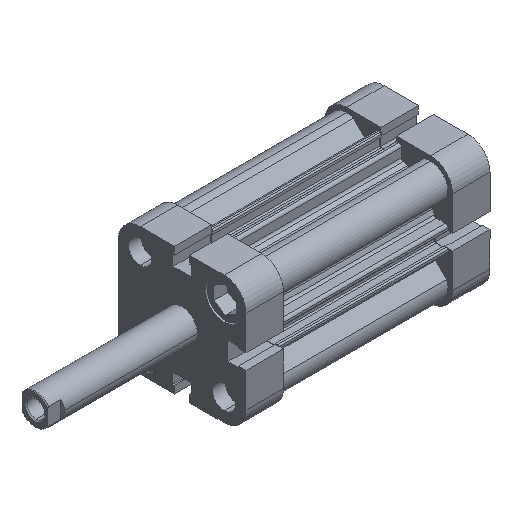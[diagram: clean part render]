
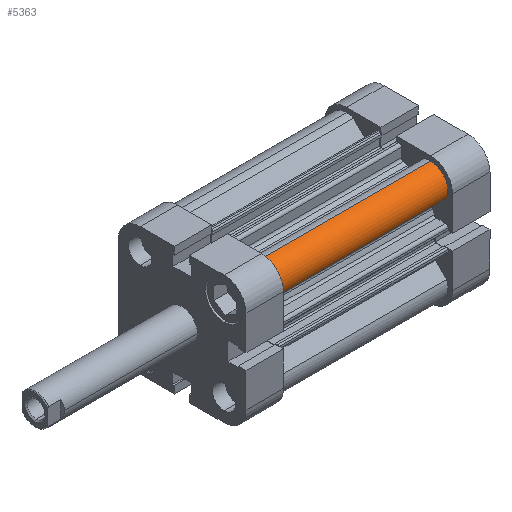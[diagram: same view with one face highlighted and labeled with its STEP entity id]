
A CAD part, isometric view. The second image highlights one B-rep face of the part: STEP entity #5363.
In plain terms, the highlighted cylindrical face has radius 6.75 mm (diameter 13.5 mm), a partial arc.
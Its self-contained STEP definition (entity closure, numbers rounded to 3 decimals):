
#75 = DIRECTION ( 'NONE',  ( 0., 0., -1. ) ) ;
#76 = DIRECTION ( 'NONE',  ( -1., 0., 0. ) ) ;
#125 = CARTESIAN_POINT ( 'NONE',  ( -13.633, -22.472, 0. ) ) ;
#126 = CARTESIAN_POINT ( 'NONE',  ( -23., -16.25, 0. ) ) ;
#127 = CARTESIAN_POINT ( 'NONE',  ( -13.633, -22.472, 65.5 ) ) ;
#128 = CARTESIAN_POINT ( 'NONE',  ( -23., -16.25, 65.5 ) ) ;
#971 = CARTESIAN_POINT ( 'NONE',  ( -13.633, -22.472, 65.5 ) ) ;
#978 = DIRECTION ( 'NONE',  ( 0., 0., -1. ) ) ;
#979 = CARTESIAN_POINT ( 'NONE',  ( -16.25, -16.25, 65.5 ) ) ;
#980 = DIRECTION ( 'NONE',  ( 0., 0., 1. ) ) ;
#981 = DIRECTION ( 'NONE',  ( -1., 0., 0. ) ) ;
#983 = CARTESIAN_POINT ( 'NONE',  ( -23., -16.25, 65.5 ) ) ;
#984 = DIRECTION ( 'NONE',  ( 0., 0., -1. ) ) ;
#1002 = CARTESIAN_POINT ( 'NONE',  ( -16.25, -16.25, 0. ) ) ;
#1005 = DIRECTION ( 'NONE',  ( 0., 0., 1. ) ) ;
#1006 = DIRECTION ( 'NONE',  ( -1., 0., 0. ) ) ;
#2645 = FACE_OUTER_BOUND ( 'NONE', #7224, .T. ) ;
#2648 = CYLINDRICAL_SURFACE ( 'NONE', #5097, 6.75 ) ;
#3260 = EDGE_CURVE ( 'NONE', #5460, #5458, #6798, .T. ) ;
#3261 = EDGE_CURVE ( 'NONE', #5461, #5460, #6803, .T. ) ;
#3263 = EDGE_CURVE ( 'NONE', #5461, #5459, #6795, .T. ) ;
#3282 = EDGE_CURVE ( 'NONE', #5459, #5458, #6819, .T. ) ;
#4407 = AXIS2_PLACEMENT_3D ( 'NONE', #979, #980, #981 ) ;
#4424 = AXIS2_PLACEMENT_3D ( 'NONE', #1002, #1005, #1006 ) ;
#5097 = AXIS2_PLACEMENT_3D ( 'NONE', #7130, #75, #76 ) ;
#5363 = ADVANCED_FACE ( 'NONE', ( #2645 ), #2648, .T. ) ;
#5458 = VERTEX_POINT ( 'NONE', #125 ) ;
#5459 = VERTEX_POINT ( 'NONE', #126 ) ;
#5460 = VERTEX_POINT ( 'NONE', #127 ) ;
#5461 = VERTEX_POINT ( 'NONE', #128 ) ;
#6092 = ORIENTED_EDGE ( 'NONE', *, *, #3261, .F. ) ;
#6093 = ORIENTED_EDGE ( 'NONE', *, *, #3263, .T. ) ;
#6094 = ORIENTED_EDGE ( 'NONE', *, *, #3282, .T. ) ;
#6095 = ORIENTED_EDGE ( 'NONE', *, *, #3260, .F. ) ;
#6794 = VECTOR ( 'NONE', #978, 1000. ) ;
#6795 = LINE ( 'NONE', #983, #6797 ) ;
#6797 = VECTOR ( 'NONE', #984, 1000. ) ;
#6798 = LINE ( 'NONE', #971, #6794 ) ;
#6803 = CIRCLE ( 'NONE', #4407, 6.75 ) ;
#6819 = CIRCLE ( 'NONE', #4424, 6.75 ) ;
#7130 = CARTESIAN_POINT ( 'NONE',  ( -16.25, -16.25, 65.5 ) ) ;
#7224 = EDGE_LOOP ( 'NONE', ( #6092, #6093, #6094, #6095 ) ) ;
